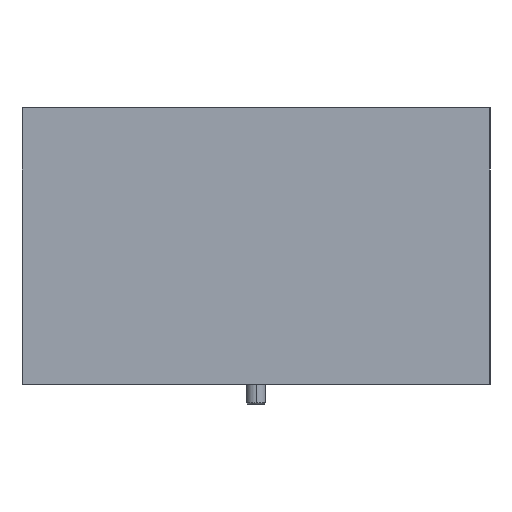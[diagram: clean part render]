
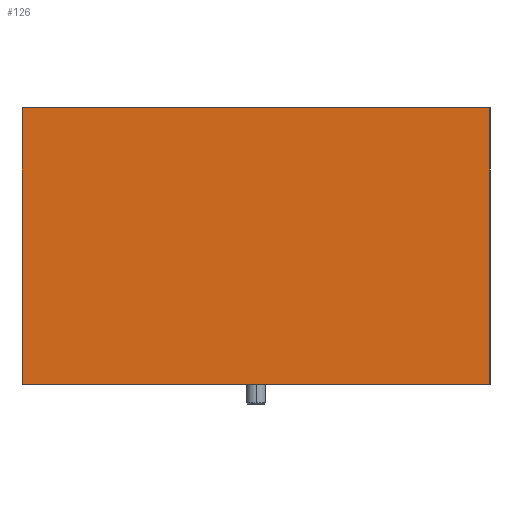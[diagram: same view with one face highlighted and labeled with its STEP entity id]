
A CAD part, left-side view. The second image highlights one B-rep face of the part: STEP entity #126.
In plain terms, the highlighted planar face has unit normal (-1, 0, 0).
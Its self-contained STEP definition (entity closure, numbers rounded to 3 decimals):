
#126=ADVANCED_FACE('',(#460),#4747,.T.);
#460=FACE_OUTER_BOUND('',#795,.T.);
#795=EDGE_LOOP('',(#1203,#1204,#1205,#1206));
#1203=ORIENTED_EDGE('',*,*,#2670,.T.);
#1204=ORIENTED_EDGE('',*,*,#2671,.T.);
#1205=ORIENTED_EDGE('',*,*,#2672,.F.);
#1206=ORIENTED_EDGE('',*,*,#2673,.F.);
#2670=EDGE_CURVE('',#4144,#4145,#3404,.T.);
#2671=EDGE_CURVE('',#4145,#4146,#3405,.T.);
#2672=EDGE_CURVE('',#4147,#4146,#3406,.T.);
#2673=EDGE_CURVE('',#4144,#4147,#3407,.T.);
#3404=B_SPLINE_CURVE_WITH_KNOTS('',1,(#5830,#5831),.UNSPECIFIED.,.F.,.F.,
(2,2),(0.,119.998),.UNSPECIFIED.);
#3405=B_SPLINE_CURVE_WITH_KNOTS('',1,(#5832,#5833),.UNSPECIFIED.,.F.,.F.,
(2,2),(0.,70.),.UNSPECIFIED.);
#3406=B_SPLINE_CURVE_WITH_KNOTS('',1,(#5834,#5835),.UNSPECIFIED.,.F.,.F.,
(2,2),(0.,119.998),.UNSPECIFIED.);
#3407=B_SPLINE_CURVE_WITH_KNOTS('',1,(#5836,#5837),.UNSPECIFIED.,.F.,.F.,
(2,2),(0.,70.),.UNSPECIFIED.);
#4144=VERTEX_POINT('',#5748);
#4145=VERTEX_POINT('',#5749);
#4146=VERTEX_POINT('',#5750);
#4147=VERTEX_POINT('',#5751);
#4747=PLANE('',#5039);
#5039=AXIS2_PLACEMENT_3D('',#5638,#5333,$);
#5333=DIRECTION('',(-1.,0.,0.));
#5638=CARTESIAN_POINT('',(140.001,-59.999,70.));
#5748=CARTESIAN_POINT('',(140.001,-59.999,70.));
#5749=CARTESIAN_POINT('',(140.001,59.999,70.));
#5750=CARTESIAN_POINT('',(140.001,59.999,-1.));
#5751=CARTESIAN_POINT('',(140.001,-59.999,-1.));
#5830=CARTESIAN_POINT('',(140.001,-59.999,70.));
#5831=CARTESIAN_POINT('',(140.001,59.999,70.));
#5832=CARTESIAN_POINT('',(140.001,59.999,70.));
#5833=CARTESIAN_POINT('',(140.001,59.999,-1.));
#5834=CARTESIAN_POINT('',(140.001,-59.999,-1.));
#5835=CARTESIAN_POINT('',(140.001,59.999,-1.));
#5836=CARTESIAN_POINT('',(140.001,-59.999,70.));
#5837=CARTESIAN_POINT('',(140.001,-59.999,-1.));
